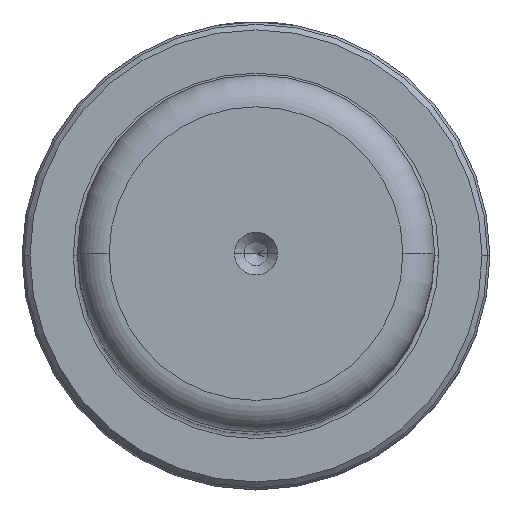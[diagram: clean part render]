
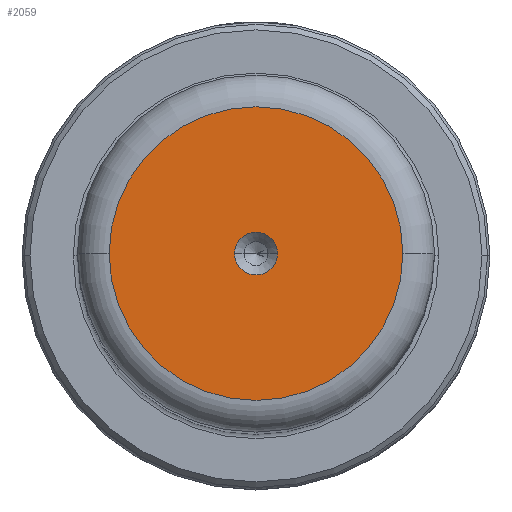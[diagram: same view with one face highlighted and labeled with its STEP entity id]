
A CAD part, top view. The second image highlights one B-rep face of the part: STEP entity #2059.
In plain terms, the highlighted planar face has unit normal (0, 0, 1).
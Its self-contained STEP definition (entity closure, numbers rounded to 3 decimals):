
#37 = CARTESIAN_POINT ( 'NONE',  ( 0., 0., 212. ) ) ;
#67 = DIRECTION ( 'NONE',  ( 1., 0., 0. ) ) ;
#89 = ORIENTED_EDGE ( 'NONE', *, *, #1967, .F. ) ;
#142 = DIRECTION ( 'NONE',  ( 0., 0., 1. ) ) ;
#153 = CARTESIAN_POINT ( 'NONE',  ( -18.514, 0., 212. ) ) ;
#212 = EDGE_LOOP ( 'NONE', ( #2641, #2334 ) ) ;
#224 = FACE_OUTER_BOUND ( 'NONE', #212, .T. ) ;
#293 = CARTESIAN_POINT ( 'NONE',  ( 2.7, 0., 212. ) ) ;
#430 = CIRCLE ( 'NONE', #2414, 2.7 ) ;
#545 = PLANE ( 'NONE',  #2354 ) ;
#641 = EDGE_CURVE ( 'NONE', #2787, #3080, #2612, .T. ) ;
#644 = CARTESIAN_POINT ( 'NONE',  ( 18.514, 0., 212. ) ) ;
#1014 = CIRCLE ( 'NONE', #2903, 18.514 ) ;
#1051 = DIRECTION ( 'NONE',  ( 0., 0., 1. ) ) ;
#1343 = CARTESIAN_POINT ( 'NONE',  ( 0., 0., 212. ) ) ;
#1585 = DIRECTION ( 'NONE',  ( 1., 0., 0. ) ) ;
#1784 = DIRECTION ( 'NONE',  ( 0., 0., 1. ) ) ;
#1953 = CIRCLE ( 'NONE', #3432, 2.7 ) ;
#1967 = EDGE_CURVE ( 'NONE', #2810, #1975, #1953, .T. ) ;
#1975 = VERTEX_POINT ( 'NONE', #2749 ) ;
#2058 = EDGE_CURVE ( 'NONE', #1975, #2810, #430, .T. ) ;
#2059 = ADVANCED_FACE ( 'NONE', ( #2918, #224 ), #545, .T. ) ;
#2188 = EDGE_LOOP ( 'NONE', ( #89, #2814 ) ) ;
#2334 = ORIENTED_EDGE ( 'NONE', *, *, #3312, .T. ) ;
#2354 = AXIS2_PLACEMENT_3D ( 'NONE', #2866, #1051, #1585 ) ;
#2414 = AXIS2_PLACEMENT_3D ( 'NONE', #2637, #1784, #3136 ) ;
#2425 = DIRECTION ( 'NONE',  ( 1., 0., 0. ) ) ;
#2612 = CIRCLE ( 'NONE', #3117, 18.514 ) ;
#2637 = CARTESIAN_POINT ( 'NONE',  ( 0., 0., 212. ) ) ;
#2641 = ORIENTED_EDGE ( 'NONE', *, *, #641, .T. ) ;
#2681 = DIRECTION ( 'NONE',  ( 1., 0., 0. ) ) ;
#2749 = CARTESIAN_POINT ( 'NONE',  ( -2.7, 0., 212. ) ) ;
#2787 = VERTEX_POINT ( 'NONE', #644 ) ;
#2810 = VERTEX_POINT ( 'NONE', #293 ) ;
#2814 = ORIENTED_EDGE ( 'NONE', *, *, #2058, .F. ) ;
#2866 = CARTESIAN_POINT ( 'NONE',  ( 0., 0., 212. ) ) ;
#2903 = AXIS2_PLACEMENT_3D ( 'NONE', #1343, #3187, #2425 ) ;
#2918 = FACE_BOUND ( 'NONE', #2188, .T. ) ;
#3010 = CARTESIAN_POINT ( 'NONE',  ( 0., 0., 212. ) ) ;
#3080 = VERTEX_POINT ( 'NONE', #153 ) ;
#3117 = AXIS2_PLACEMENT_3D ( 'NONE', #3010, #142, #67 ) ;
#3136 = DIRECTION ( 'NONE',  ( 1., 0., 0. ) ) ;
#3187 = DIRECTION ( 'NONE',  ( 0., 0., 1. ) ) ;
#3262 = DIRECTION ( 'NONE',  ( 0., 0., 1. ) ) ;
#3312 = EDGE_CURVE ( 'NONE', #3080, #2787, #1014, .T. ) ;
#3432 = AXIS2_PLACEMENT_3D ( 'NONE', #37, #3262, #2681 ) ;
